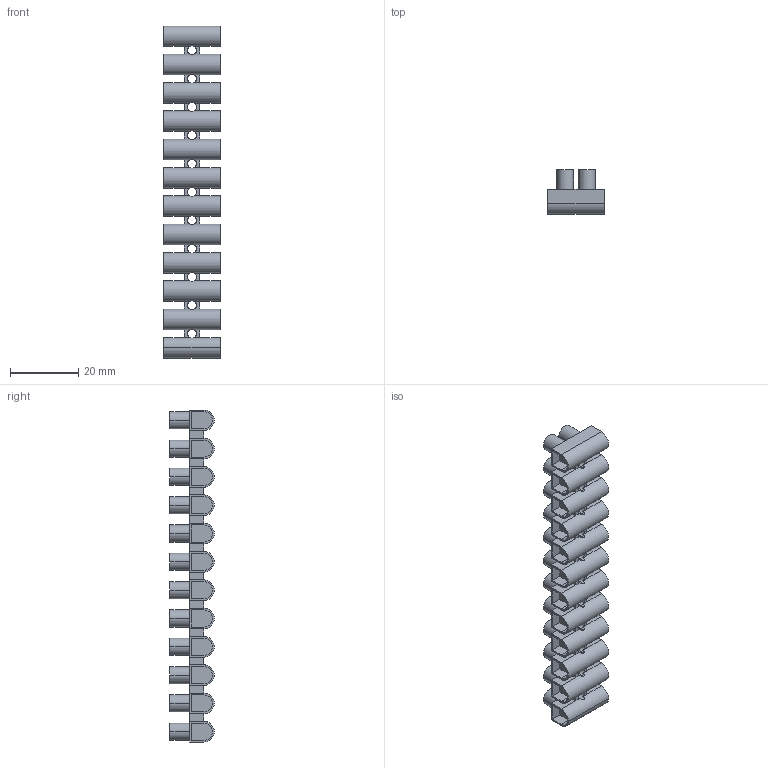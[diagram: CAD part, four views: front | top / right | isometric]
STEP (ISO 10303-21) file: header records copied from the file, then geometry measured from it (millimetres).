
FILE_DESCRIPTION(('SolidDesigner STEP Export'),'2;1');
FILE_NAME('3240168_EC_4-select.stp','2013-06-26T 9:22:25',(''),(''),'Creo Elements/Direct Modeling STEP processor for AP214 (Solid Model)','Creo Elements/Direct Modeling 18.1 06-May-2012 (C) Parametric Technology GmbH','');
FILE_SCHEMA(('AUTOMOTIVE_DESIGN { 1 0 10303 214 1 1 1 1 }'));
Length unit declared in the file: millimetre
Products named in the file (2): 3240168_EC_4-select
Assembly tree (1 placements, depth 2):
  3240168_EC_4-select
    3240168_EC_4-select
Bounding box: 16.6 x 13 x 97.3 mm (x, y, z)
Volume: 7846.8 mm3; surface area: 10531.2 mm2
Topology: 1 solids, 1 shells, 414 faces, 1041 edges, 690 vertices
Faces by surface type: plane 259, cylinder 155
Entity records: 18082 total; most frequent: CARTESIAN_POINT 5021, ORIENTED_EDGE 2126, DIRECTION 1851, EDGE_CURVE 1063, VERTEX_POINT 712, AXIS2_PLACEMENT_3D 620, VECTOR 611, LINE 611
